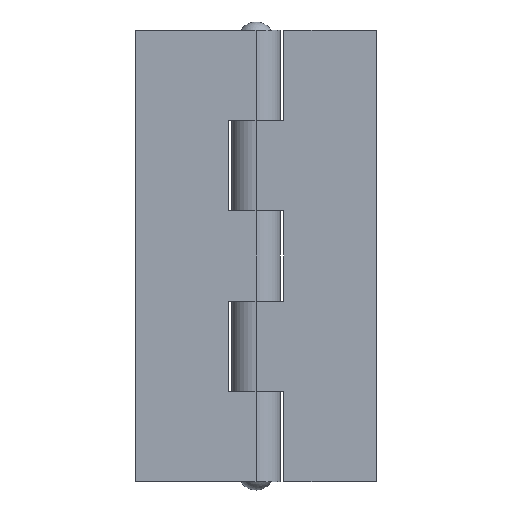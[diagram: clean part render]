
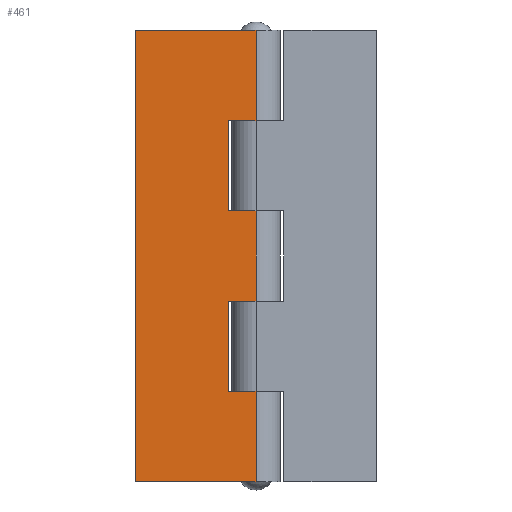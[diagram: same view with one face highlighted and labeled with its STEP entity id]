
A CAD part, front view. The second image highlights one B-rep face of the part: STEP entity #461.
In plain terms, the highlighted planar face has unit normal (0, -1, 0).
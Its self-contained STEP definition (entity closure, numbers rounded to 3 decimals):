
#90 = EDGE_CURVE ( 'NONE', #116, #124, #751, .T. ) ;
#116 = VERTEX_POINT ( 'NONE', #830 ) ;
#124 = VERTEX_POINT ( 'NONE', #814 ) ;
#190 = VERTEX_POINT ( 'NONE', #928 ) ;
#192 = EDGE_CURVE ( 'NONE', #190, #193, #992, .T. ) ;
#193 = VERTEX_POINT ( 'NONE', #988 ) ;
#227 = EDGE_CURVE ( 'NONE', #273, #116, #1049, .T. ) ;
#241 = VERTEX_POINT ( 'NONE', #1024 ) ;
#243 = EDGE_CURVE ( 'NONE', #244, #241, #1086, .T. ) ;
#244 = VERTEX_POINT ( 'NONE', #1082 ) ;
#273 = VERTEX_POINT ( 'NONE', #1101 ) ;
#281 = VERTEX_POINT ( 'NONE', #1088 ) ;
#283 = EDGE_CURVE ( 'NONE', #281, #241, #1087, .T. ) ;
#461 = ADVANCED_FACE ( 'NONE', ( #1425 ), #1424, .F. ) ;
#510 = EDGE_CURVE ( 'NONE', #532, #124, #1452, .T. ) ;
#511 = ORIENTED_EDGE ( 'NONE', *, *, #90, .F. ) ;
#512 = ORIENTED_EDGE ( 'NONE', *, *, #510, .T. ) ;
#513 = EDGE_CURVE ( 'NONE', #190, #531, #1444, .T. ) ;
#514 = ORIENTED_EDGE ( 'NONE', *, *, #192, .F. ) ;
#515 = ORIENTED_EDGE ( 'NONE', *, *, #516, .T. ) ;
#516 = EDGE_CURVE ( 'NONE', #523, #518, #1505, .T. ) ;
#517 = ORIENTED_EDGE ( 'NONE', *, *, #513, .T. ) ;
#518 = VERTEX_POINT ( 'NONE', #1501 ) ;
#519 = EDGE_CURVE ( 'NONE', #281, #523, #1500, .T. ) ;
#520 = ORIENTED_EDGE ( 'NONE', *, *, #521, .T. ) ;
#521 = EDGE_CURVE ( 'NONE', #518, #193, #1496, .T. ) ;
#522 = ORIENTED_EDGE ( 'NONE', *, *, #519, .T. ) ;
#523 = VERTEX_POINT ( 'NONE', #1492 ) ;
#524 = ORIENTED_EDGE ( 'NONE', *, *, #243, .T. ) ;
#525 = ORIENTED_EDGE ( 'NONE', *, *, #283, .F. ) ;
#527 = ORIENTED_EDGE ( 'NONE', *, *, #540, .T. ) ;
#528 = ORIENTED_EDGE ( 'NONE', *, *, #227, .F. ) ;
#529 = ORIENTED_EDGE ( 'NONE', *, *, #530, .T. ) ;
#530 = EDGE_CURVE ( 'NONE', #531, #532, #1491, .T. ) ;
#531 = VERTEX_POINT ( 'NONE', #1487 ) ;
#532 = VERTEX_POINT ( 'NONE', #1486 ) ;
#533 = EDGE_LOOP ( 'NONE', ( #529, #512, #511, #528, #527, #524, #525, #522, #515, #520, #514, #517 ) ) ;
#540 = EDGE_CURVE ( 'NONE', #273, #244, #1479, .T. ) ;
#748 = DIRECTION ( 'NONE',  ( 0., 0., -1. ) ) ;
#749 = VECTOR ( 'NONE', #748, 1000. ) ;
#750 = CARTESIAN_POINT ( 'NONE',  ( 0., -3.25, 30. ) ) ;
#751 = LINE ( 'NONE', #750, #749 ) ;
#814 = CARTESIAN_POINT ( 'NONE',  ( 0., -3.25, 18. ) ) ;
#830 = CARTESIAN_POINT ( 'NONE',  ( 0., -3.25, 30. ) ) ;
#928 = CARTESIAN_POINT ( 'NONE',  ( 0., -3.25, 6. ) ) ;
#988 = CARTESIAN_POINT ( 'NONE',  ( 0., -3.25, -6. ) ) ;
#989 = DIRECTION ( 'NONE',  ( 0., 0., -1. ) ) ;
#990 = VECTOR ( 'NONE', #989, 1000. ) ;
#991 = CARTESIAN_POINT ( 'NONE',  ( 0., -3.25, 30. ) ) ;
#992 = LINE ( 'NONE', #991, #990 ) ;
#1024 = CARTESIAN_POINT ( 'NONE',  ( 0., -3.25, -30. ) ) ;
#1046 = DIRECTION ( 'NONE',  ( 1., 0., 0. ) ) ;
#1047 = VECTOR ( 'NONE', #1046, 1000. ) ;
#1048 = CARTESIAN_POINT ( 'NONE',  ( 0., -3.25, 30. ) ) ;
#1049 = LINE ( 'NONE', #1048, #1047 ) ;
#1082 = CARTESIAN_POINT ( 'NONE',  ( -16., -3.25, -30. ) ) ;
#1083 = DIRECTION ( 'NONE',  ( 1., 0., 0. ) ) ;
#1084 = VECTOR ( 'NONE', #1083, 1000. ) ;
#1085 = CARTESIAN_POINT ( 'NONE',  ( 0., -3.25, -30. ) ) ;
#1086 = LINE ( 'NONE', #1085, #1084 ) ;
#1087 = LINE ( 'NONE', #1152, #1151 ) ;
#1088 = CARTESIAN_POINT ( 'NONE',  ( 0., -3.25, -18. ) ) ;
#1101 = CARTESIAN_POINT ( 'NONE',  ( -16., -3.25, 30. ) ) ;
#1150 = DIRECTION ( 'NONE',  ( 0., 0., -1. ) ) ;
#1151 = VECTOR ( 'NONE', #1150, 1000. ) ;
#1152 = CARTESIAN_POINT ( 'NONE',  ( 0., -3.25, 30. ) ) ;
#1420 = DIRECTION ( 'NONE',  ( -1., 0., 0. ) ) ;
#1421 = DIRECTION ( 'NONE',  ( 0., 1., 0. ) ) ;
#1422 = CARTESIAN_POINT ( 'NONE',  ( 0., -3.25, 30. ) ) ;
#1423 = AXIS2_PLACEMENT_3D ( 'NONE', #1422, #1421, #1420 ) ;
#1424 = PLANE ( 'NONE',  #1423 ) ;
#1425 = FACE_OUTER_BOUND ( 'NONE', #533, .T. ) ;
#1441 = DIRECTION ( 'NONE',  ( -1., 0., 0. ) ) ;
#1442 = VECTOR ( 'NONE', #1441, 1000. ) ;
#1443 = CARTESIAN_POINT ( 'NONE',  ( 0., -3.25, 6. ) ) ;
#1444 = LINE ( 'NONE', #1443, #1442 ) ;
#1445 = DIRECTION ( 'NONE',  ( 1., 0., 0. ) ) ;
#1446 = VECTOR ( 'NONE', #1445, 1000. ) ;
#1447 = CARTESIAN_POINT ( 'NONE',  ( 0., -3.25, 18. ) ) ;
#1452 = LINE ( 'NONE', #1447, #1446 ) ;
#1476 = DIRECTION ( 'NONE',  ( 0., 0., -1. ) ) ;
#1477 = VECTOR ( 'NONE', #1476, 1000. ) ;
#1478 = CARTESIAN_POINT ( 'NONE',  ( -16., -3.25, 30. ) ) ;
#1479 = LINE ( 'NONE', #1478, #1477 ) ;
#1486 = CARTESIAN_POINT ( 'NONE',  ( -3.7, -3.25, 18. ) ) ;
#1487 = CARTESIAN_POINT ( 'NONE',  ( -3.7, -3.25, 6. ) ) ;
#1488 = DIRECTION ( 'NONE',  ( 0., 0., 1. ) ) ;
#1489 = VECTOR ( 'NONE', #1488, 1000. ) ;
#1490 = CARTESIAN_POINT ( 'NONE',  ( -3.7, -3.25, 30. ) ) ;
#1491 = LINE ( 'NONE', #1490, #1489 ) ;
#1492 = CARTESIAN_POINT ( 'NONE',  ( -3.7, -3.25, -18. ) ) ;
#1493 = DIRECTION ( 'NONE',  ( 1., 0., 0. ) ) ;
#1494 = VECTOR ( 'NONE', #1493, 1000. ) ;
#1495 = CARTESIAN_POINT ( 'NONE',  ( 0., -3.25, -6. ) ) ;
#1496 = LINE ( 'NONE', #1495, #1494 ) ;
#1497 = DIRECTION ( 'NONE',  ( -1., 0., 0. ) ) ;
#1498 = VECTOR ( 'NONE', #1497, 1000. ) ;
#1499 = CARTESIAN_POINT ( 'NONE',  ( 0., -3.25, -18. ) ) ;
#1500 = LINE ( 'NONE', #1499, #1498 ) ;
#1501 = CARTESIAN_POINT ( 'NONE',  ( -3.7, -3.25, -6. ) ) ;
#1502 = DIRECTION ( 'NONE',  ( 0., 0., 1. ) ) ;
#1503 = VECTOR ( 'NONE', #1502, 1000. ) ;
#1504 = CARTESIAN_POINT ( 'NONE',  ( -3.7, -3.25, 30. ) ) ;
#1505 = LINE ( 'NONE', #1504, #1503 ) ;
